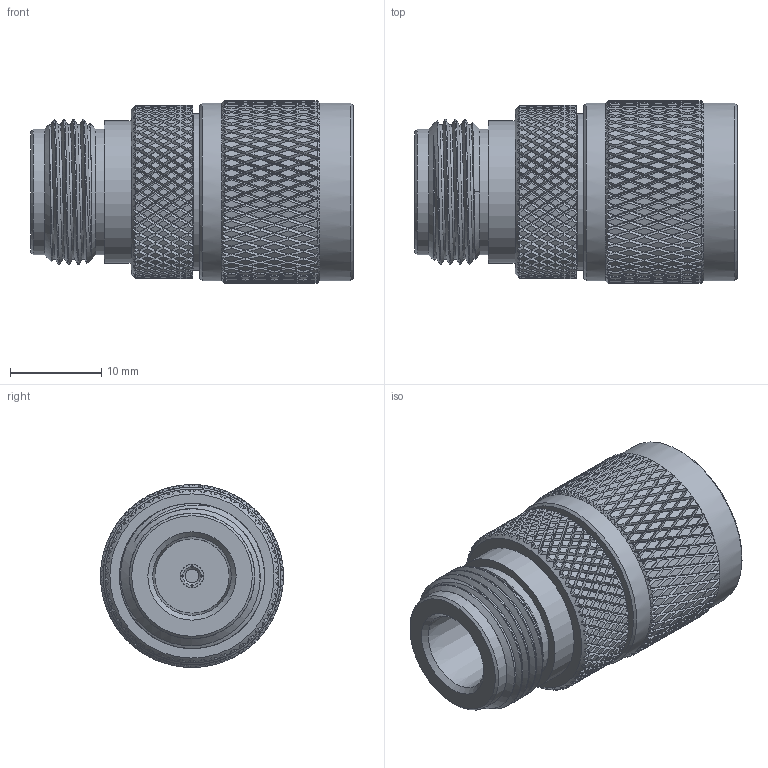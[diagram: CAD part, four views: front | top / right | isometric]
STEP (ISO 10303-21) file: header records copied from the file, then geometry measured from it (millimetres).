
FILE_DESCRIPTION (( 'STEP AP203' ), '1' );
FILE_NAME ('PE9311_3D.step', '2021-09-22T15:22:45', ( '' ), ( '' ), 'SwSTEP 2.0', 'SolidWorks 2021', '' );
FILE_SCHEMA (( 'CONFIG_CONTROL_DESIGN' ));
Products named in the file (1): PE9311_3D
Bounding box: 35.3 x 20 x 20 mm (x, y, z)
Volume: 7000.8 mm3; surface area: 4868.8 mm2
Topology: 1 solids, 1 shells, 4566 faces, 9527 edges, 4979 vertices
Faces by surface type: bspline 3367, cylinder 916, cone 241, plane 42
Full cylindrical faces by diameter (mm): 1.524 x1, 2.794 x1, 6.985 x1, 8.255 x1, 13.716 x3, 15.611 x1, 15.875 x5, 17.175 x1, 19.461 x2
Entity records: 166933 total; most frequent: CARTESIAN_POINT 108216, ORIENTED_EDGE 18952, EDGE_CURVE 9476, VERTEX_POINT 4956, EDGE_LOOP 4598, FACE_OUTER_BOUND 4573, ADVANCED_FACE 4560, B_SPLINE_CURVE_WITH_KNOTS 3917
